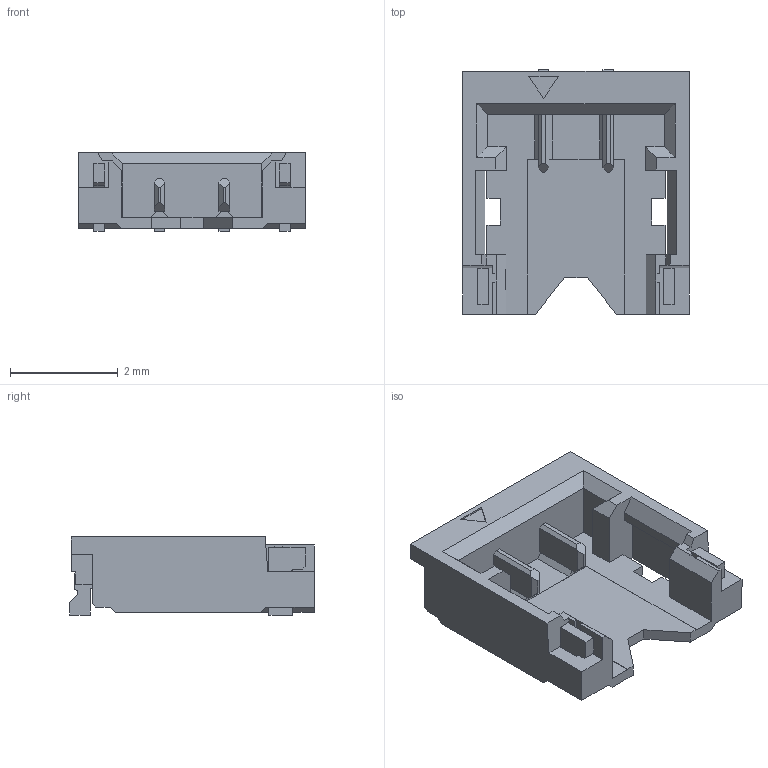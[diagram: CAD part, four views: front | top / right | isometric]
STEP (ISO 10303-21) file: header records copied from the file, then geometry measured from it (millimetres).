
FILE_DESCRIPTION (( 'STEP AP214' ), '1' );
FILE_NAME ('CONN-SMD_2P-P1.20_781710002.step', '2022-07-29T12:33:01', ( '' ), ( '' ), 'SwSTEP 2.0', 'SolidWorks 2020', '' );
FILE_SCHEMA (( 'AUTOMOTIVE_DESIGN' ));
Length unit declared in the file: millimetre
Products named in the file (1): CONN-SMD_2P-P1.20_781710002
Bounding box: 4.2 x 4.53 x 1.45 mm (x, y, z)
Volume: 10.1 mm3; surface area: 78 mm2
Topology: 14 solids, 14 shells, 407 faces, 1114 edges, 738 vertices
Faces by surface type: plane 305, bspline 98, cylinder 4
Entity records: 17876 total; most frequent: CARTESIAN_POINT 3566, ORIENTED_EDGE 2228, DIRECTION 1542, EDGE_CURVE 1114, VECTOR 906, LINE 906, VERTEX_POINT 738, EDGE_LOOP 426
